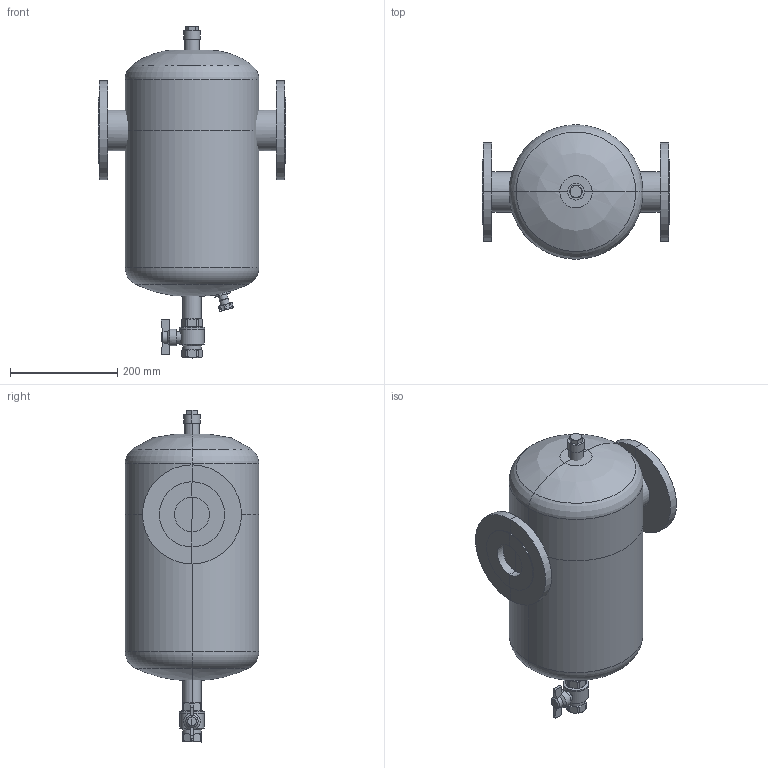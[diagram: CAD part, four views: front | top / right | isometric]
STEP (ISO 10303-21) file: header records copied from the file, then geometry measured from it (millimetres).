
FILE_DESCRIPTION(/* description */ (''),/* implementation_level */ '2;1');
FILE_NAME(/* name */ '546660 (STP).stp',/* time_stamp */ '2016-10-21T17:00:17+02:00',/* author */ ('UFFTEC'),/* organization */ (''),/* preprocessor_version */ 'ST-DEVELOPER v15.2',/* originating_system */ 'Autodesk Inventor 2014',/* authorisation */ '');
FILE_SCHEMA (('AUTOMOTIVE_DESIGN { 1 0 10303 214 3 1 1 }'));
Length unit declared in the file: millimetre
Products named in the file (8): Parte14; Parte16; Parte18; Parte20; Parte22; Parte24; Parte26; Assieme2
Bounding box: 350 x 249.67 x 620 mm (x, y, z)
Volume: 30578465 mm3; surface area: 823888.3 mm2
Topology: 7 solids, 7 shells, 233 faces, 537 edges, 319 vertices
Faces by surface type: plane 93, cylinder 78, cone 34, bspline 16, torus 12
Entity records: 7512 total; most frequent: CARTESIAN_POINT 2365, ORIENTED_EDGE 1070, DIRECTION 1029, EDGE_CURVE 535, AXIS2_PLACEMENT_3D 400, VERTEX_POINT 319, EDGE_LOOP 236, FACE_OUTER_BOUND 233
